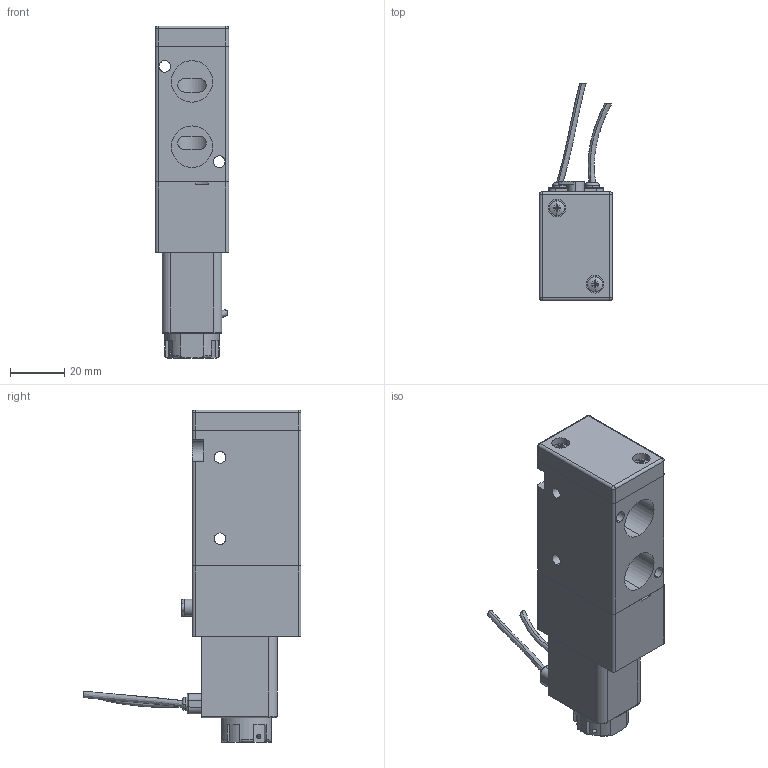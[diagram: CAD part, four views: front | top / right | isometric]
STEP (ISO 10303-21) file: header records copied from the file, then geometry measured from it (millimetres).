
FILE_DESCRIPTION (( 'STEP AP203' ), '1' );
FILE_NAME ('J3V310-08-G.step', '2016-11-04T16:26:22', ( '' ), ( '' ), 'SwSTEP 2.0', 'SolidWorks 2016', '' );
FILE_SCHEMA (( 'CONFIG_CONTROL_DESIGN' ));
Length unit declared in the file: millimetre
Products named in the file (1): J3V310-08-G
Bounding box: 27 x 80.21 x 122.2 mm (x, y, z)
Volume: 89803.2 mm3; surface area: 34632.9 mm2
Topology: 13 solids, 13 shells, 1026 faces, 2603 edges, 1641 vertices
Faces by surface type: plane 544, cylinder 246, cone 204, bspline 32
Entity records: 32979 total; most frequent: CARTESIAN_POINT 8089, ORIENTED_EDGE 5198, DIRECTION 5139, EDGE_CURVE 2599, VECTOR 1723, LINE 1723, AXIS2_PLACEMENT_3D 1708, VERTEX_POINT 1641
